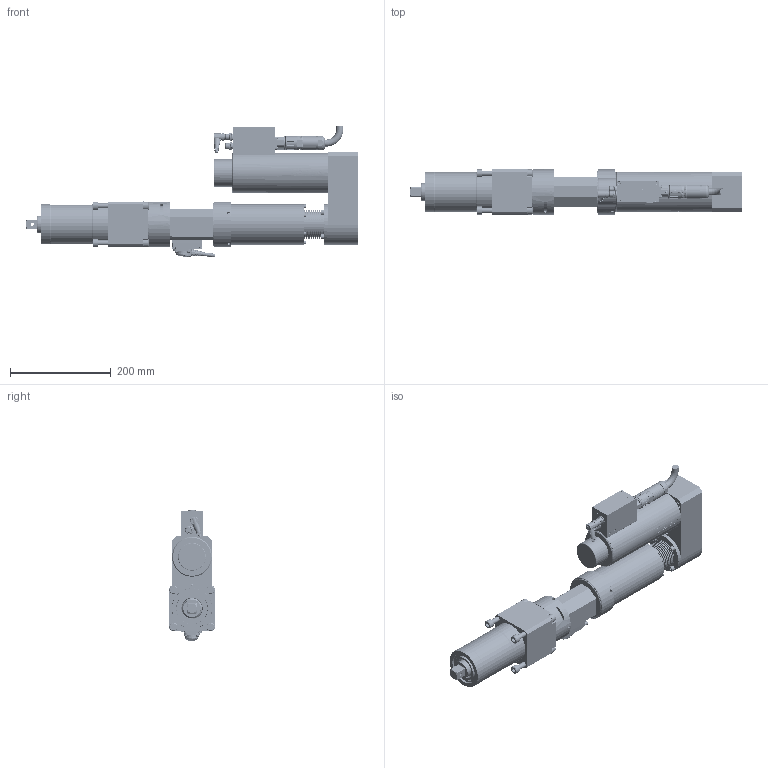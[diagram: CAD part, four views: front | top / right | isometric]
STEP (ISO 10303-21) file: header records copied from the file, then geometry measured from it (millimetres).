
FILE_DESCRIPTION(/* description */ (''),/* implementation_level */ '2;1');
FILE_NAME(/* name */ '4BDU500T1S-A_IAM_001.iam.step',/* time_stamp */ '2021-08-10T09:06:11+02:00',/* author */ ('cideon'),/* organization */ (''),/* preprocessor_version */ 'ST-DEVELOPER v17.2',/* originating_system */ 'Autodesk Inventor 2019',/* authorisation */ '');
FILE_SCHEMA (('AUTOMOTIVE_DESIGN { 1 0 10303 214 3 1 1 }'));
Products named in the file (1): Bauteil23
Bounding box: 658.3 x 91.49 x 259.75 mm (x, y, z)
Volume: 3589155.7 mm3; surface area: 680302.7 mm2
Topology: 3 solids, 12 shells, 6047 faces, 17270 edges, 11415 vertices
Faces by surface type: plane 3570, cylinder 1459, cone 470, bspline 327, torus 207, sphere 14
Full cylindrical faces by diameter (mm): 0.434 x2, 0.6 x16, 0.9 x8, 1.4 x2, 1.6 x2, 1.7 x2, 1.83 x2, 2.1 x2, 2.5 x7, 3 x4, 3.2 x2, 3.3 x4, 3.85 x1, 4 x2, 4.02 x2, 5 x24, 5.1 x1, 5.5 x12, 5.9 x1, 6 x16, 6.2 x1, 6.3 x1, 6.6 x6, 6.8 x4, 7 x8, 7.3 x1, 8.5 x4, 8.7 x1, 9 x2, 10 x19
Entity records: 253678 total; most frequent: CARTESIAN_POINT 93538, ORIENTED_EDGE 34478, DIRECTION 31799, EDGE_CURVE 17248, AXIS2_PLACEMENT_3D 11698, VERTEX_POINT 11415, LINE 8403, VECTOR 8403
